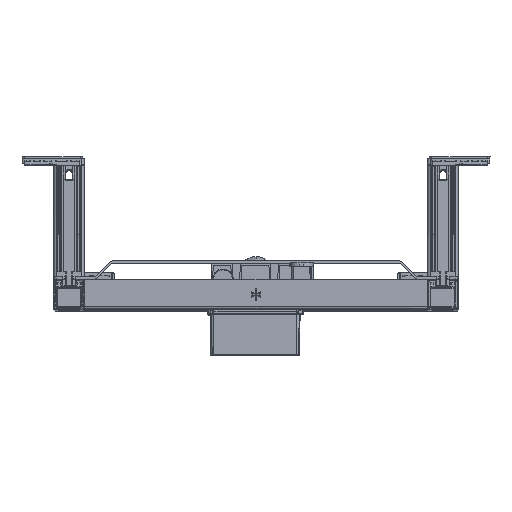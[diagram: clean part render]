
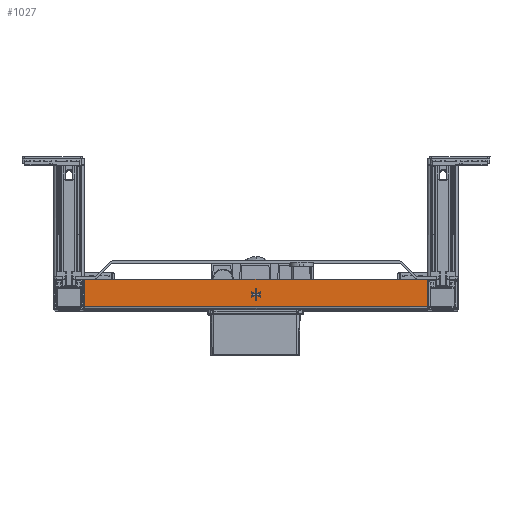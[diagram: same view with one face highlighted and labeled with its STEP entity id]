
A CAD part, top view. The second image highlights one B-rep face of the part: STEP entity #1027.
In plain terms, the highlighted planar face has unit normal (0, 0, 1).
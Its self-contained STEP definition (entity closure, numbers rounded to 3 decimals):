
#382=FACE_BOUND('',#13751,.T.);
#1027=ADVANCED_FACE('',(#7368,#382),#102215,.T.);
#7368=FACE_OUTER_BOUND('',#13750,.T.);
#13750=EDGE_LOOP('',(#21986,#21987,#21988,#21989));
#13751=EDGE_LOOP('',(#21990,#21991,#21992,#21993,#21994,#21995,#21996,#21997,
#21998,#21999,#22000,#22001));
#21986=ORIENTED_EDGE('',*,*,#54959,.T.);
#21987=ORIENTED_EDGE('',*,*,#54982,.F.);
#21988=ORIENTED_EDGE('',*,*,#54983,.T.);
#21989=ORIENTED_EDGE('',*,*,#54984,.T.);
#21990=ORIENTED_EDGE('',*,*,#54992,.T.);
#21991=ORIENTED_EDGE('',*,*,#54985,.T.);
#21992=ORIENTED_EDGE('',*,*,#55027,.T.);
#21993=ORIENTED_EDGE('',*,*,#54986,.T.);
#21994=ORIENTED_EDGE('',*,*,#55032,.T.);
#21995=ORIENTED_EDGE('',*,*,#54987,.T.);
#21996=ORIENTED_EDGE('',*,*,#54988,.T.);
#21997=ORIENTED_EDGE('',*,*,#54989,.T.);
#21998=ORIENTED_EDGE('',*,*,#55041,.T.);
#21999=ORIENTED_EDGE('',*,*,#54990,.T.);
#22000=ORIENTED_EDGE('',*,*,#55046,.T.);
#22001=ORIENTED_EDGE('',*,*,#54991,.T.);
#54959=EDGE_CURVE('',#89121,#89120,#75689,.T.);
#54982=EDGE_CURVE('',#89140,#89120,#75710,.T.);
#54983=EDGE_CURVE('',#89140,#89141,#75711,.T.);
#54984=EDGE_CURVE('',#89141,#89121,#75712,.T.);
#54985=EDGE_CURVE('',#89142,#89143,#75713,.T.);
#54986=EDGE_CURVE('',#89144,#89145,#75714,.T.);
#54987=EDGE_CURVE('',#89146,#89147,#75715,.T.);
#54988=EDGE_CURVE('',#89147,#89148,#75716,.T.);
#54989=EDGE_CURVE('',#89148,#89149,#75717,.T.);
#54990=EDGE_CURVE('',#89150,#89151,#75718,.T.);
#54991=EDGE_CURVE('',#89152,#89153,#75719,.T.);
#54992=EDGE_CURVE('',#89153,#89142,#75720,.T.);
#55027=EDGE_CURVE('',#89143,#89144,#75754,.T.);
#55032=EDGE_CURVE('',#89145,#89146,#75759,.T.);
#55041=EDGE_CURVE('',#89149,#89150,#75768,.T.);
#55046=EDGE_CURVE('',#89151,#89152,#75773,.T.);
#75689=B_SPLINE_CURVE_WITH_KNOTS('',1,(#120508,#120509),.UNSPECIFIED.,.F.,
 .F.,(2,2),(0.,34.),.UNSPECIFIED.);
#75710=B_SPLINE_CURVE_WITH_KNOTS('',1,(#120569,#120570),.UNSPECIFIED.,.F.,
 .F.,(2,2),(-423.,0.),.UNSPECIFIED.);
#75711=B_SPLINE_CURVE_WITH_KNOTS('',1,(#120571,#120572),.UNSPECIFIED.,.F.,
 .F.,(2,2),(-34.,0.),.UNSPECIFIED.);
#75712=B_SPLINE_CURVE_WITH_KNOTS('',1,(#120573,#120574),.UNSPECIFIED.,.F.,
 .F.,(2,2),(0.,423.),.UNSPECIFIED.);
#75713=B_SPLINE_CURVE_WITH_KNOTS('',1,(#120575,#120576),.UNSPECIFIED.,.F.,
 .F.,(2,2),(-6.75,0.),.UNSPECIFIED.);
#75714=B_SPLINE_CURVE_WITH_KNOTS('',1,(#120577,#120578),.UNSPECIFIED.,.F.,
 .F.,(2,2),(-7.,0.),.UNSPECIFIED.);
#75715=B_SPLINE_CURVE_WITH_KNOTS('',1,(#120579,#120580),.UNSPECIFIED.,.F.,
 .F.,(2,2),(-6.75,0.),.UNSPECIFIED.);
#75716=B_SPLINE_CURVE_WITH_KNOTS('',1,(#120581,#120582),.UNSPECIFIED.,.F.,
 .F.,(2,2),(-1.,0.),.UNSPECIFIED.);
#75717=B_SPLINE_CURVE_WITH_KNOTS('',1,(#120583,#120584),.UNSPECIFIED.,.F.,
 .F.,(2,2),(-6.75,0.),.UNSPECIFIED.);
#75718=B_SPLINE_CURVE_WITH_KNOTS('',1,(#120585,#120586),.UNSPECIFIED.,.F.,
 .F.,(2,2),(-7.,0.),.UNSPECIFIED.);
#75719=B_SPLINE_CURVE_WITH_KNOTS('',1,(#120587,#120588),.UNSPECIFIED.,.F.,
 .F.,(2,2),(-6.75,0.),.UNSPECIFIED.);
#75720=B_SPLINE_CURVE_WITH_KNOTS('',1,(#120589,#120590),.UNSPECIFIED.,.F.,
 .F.,(2,2),(-1.,0.),.UNSPECIFIED.);
#75754=B_SPLINE_CURVE_WITH_KNOTS('',1,(#120660,#120661),.UNSPECIFIED.,.F.,
 .F.,(2,2),(-5.706,0.),.UNSPECIFIED.);
#75759=B_SPLINE_CURVE_WITH_KNOTS('',1,(#120670,#120671),.UNSPECIFIED.,.F.,
 .F.,(2,2),(-5.706,0.),.UNSPECIFIED.);
#75768=B_SPLINE_CURVE_WITH_KNOTS('',1,(#120688,#120689),.UNSPECIFIED.,.F.,
 .F.,(2,2),(-5.706,0.),.UNSPECIFIED.);
#75773=B_SPLINE_CURVE_WITH_KNOTS('',1,(#120698,#120699),.UNSPECIFIED.,.F.,
 .F.,(2,2),(-5.706,0.),.UNSPECIFIED.);
#89120=VERTEX_POINT('',#120416);
#89121=VERTEX_POINT('',#120417);
#89140=VERTEX_POINT('',#120436);
#89141=VERTEX_POINT('',#120437);
#89142=VERTEX_POINT('',#120438);
#89143=VERTEX_POINT('',#120439);
#89144=VERTEX_POINT('',#120440);
#89145=VERTEX_POINT('',#120441);
#89146=VERTEX_POINT('',#120442);
#89147=VERTEX_POINT('',#120443);
#89148=VERTEX_POINT('',#120444);
#89149=VERTEX_POINT('',#120445);
#89150=VERTEX_POINT('',#120446);
#89151=VERTEX_POINT('',#120447);
#89152=VERTEX_POINT('',#120448);
#89153=VERTEX_POINT('',#120449);
#102215=PLANE('',#106333);
#106333=AXIS2_PLACEMENT_3D('',#120348,#110435,$);
#110435=DIRECTION('',(0.,0.,1.));
#120348=CARTESIAN_POINT('',(253.86,-65.804,573.362));
#120416=CARTESIAN_POINT('',(211.5,-28.344,573.362));
#120417=CARTESIAN_POINT('',(211.5,-62.344,573.362));
#120436=CARTESIAN_POINT('',(-211.5,-28.344,573.362));
#120437=CARTESIAN_POINT('',(-211.5,-62.344,573.362));
#120438=CARTESIAN_POINT('',(-0.5,-54.844,573.362));
#120439=CARTESIAN_POINT('',(-0.5,-48.094,573.362));
#120440=CARTESIAN_POINT('',(-5.5,-50.844,573.362));
#120441=CARTESIAN_POINT('',(-5.5,-43.844,573.362));
#120442=CARTESIAN_POINT('',(-0.5,-46.594,573.362));
#120443=CARTESIAN_POINT('',(-0.5,-39.844,573.362));
#120444=CARTESIAN_POINT('',(0.5,-39.844,573.362));
#120445=CARTESIAN_POINT('',(0.5,-46.594,573.362));
#120446=CARTESIAN_POINT('',(5.5,-43.844,573.362));
#120447=CARTESIAN_POINT('',(5.5,-50.844,573.362));
#120448=CARTESIAN_POINT('',(0.5,-48.094,573.362));
#120449=CARTESIAN_POINT('',(0.5,-54.844,573.362));
#120508=CARTESIAN_POINT('',(211.5,-62.344,573.362));
#120509=CARTESIAN_POINT('',(211.5,-28.344,573.362));
#120569=CARTESIAN_POINT('',(-211.5,-28.344,573.362));
#120570=CARTESIAN_POINT('',(211.5,-28.344,573.362));
#120571=CARTESIAN_POINT('',(-211.5,-28.344,573.362));
#120572=CARTESIAN_POINT('',(-211.5,-62.344,573.362));
#120573=CARTESIAN_POINT('',(-211.5,-62.344,573.362));
#120574=CARTESIAN_POINT('',(211.5,-62.344,573.362));
#120575=CARTESIAN_POINT('',(-0.5,-54.844,573.362));
#120576=CARTESIAN_POINT('',(-0.5,-48.094,573.362));
#120577=CARTESIAN_POINT('',(-5.5,-50.844,573.362));
#120578=CARTESIAN_POINT('',(-5.5,-43.844,573.362));
#120579=CARTESIAN_POINT('',(-0.5,-46.594,573.362));
#120580=CARTESIAN_POINT('',(-0.5,-39.844,573.362));
#120581=CARTESIAN_POINT('',(-0.5,-39.844,573.362));
#120582=CARTESIAN_POINT('',(0.5,-39.844,573.362));
#120583=CARTESIAN_POINT('',(0.5,-39.844,573.362));
#120584=CARTESIAN_POINT('',(0.5,-46.594,573.362));
#120585=CARTESIAN_POINT('',(5.5,-43.844,573.362));
#120586=CARTESIAN_POINT('',(5.5,-50.844,573.362));
#120587=CARTESIAN_POINT('',(0.5,-48.094,573.362));
#120588=CARTESIAN_POINT('',(0.5,-54.844,573.362));
#120589=CARTESIAN_POINT('',(0.5,-54.844,573.362));
#120590=CARTESIAN_POINT('',(-0.5,-54.844,573.362));
#120660=CARTESIAN_POINT('',(-0.5,-48.094,573.362));
#120661=CARTESIAN_POINT('',(-5.5,-50.844,573.362));
#120670=CARTESIAN_POINT('',(-5.5,-43.844,573.362));
#120671=CARTESIAN_POINT('',(-0.5,-46.594,573.362));
#120688=CARTESIAN_POINT('',(0.5,-46.594,573.362));
#120689=CARTESIAN_POINT('',(5.5,-43.844,573.362));
#120698=CARTESIAN_POINT('',(5.5,-50.844,573.362));
#120699=CARTESIAN_POINT('',(0.5,-48.094,573.362));
